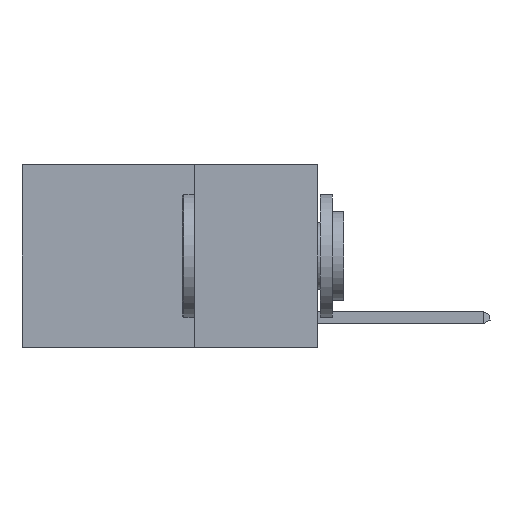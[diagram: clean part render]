
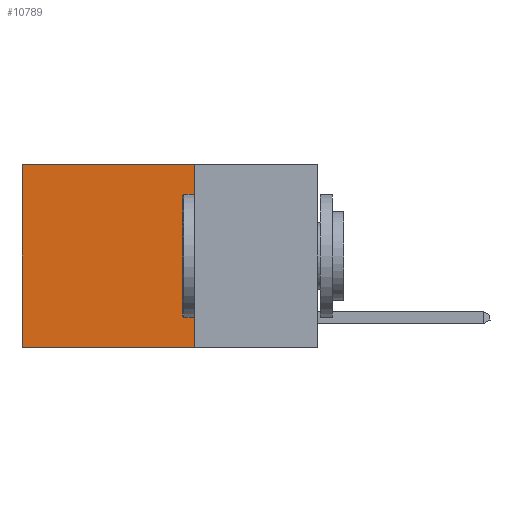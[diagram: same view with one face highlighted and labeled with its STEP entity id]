
A CAD part, left-side view. The second image highlights one B-rep face of the part: STEP entity #10789.
In plain terms, the highlighted planar face has unit normal (-1, 0, 0).
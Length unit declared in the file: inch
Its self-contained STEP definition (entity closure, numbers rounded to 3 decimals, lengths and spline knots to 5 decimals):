
#176 = DIRECTION ( 'NONE',  ( 0., 1., 0. ) ) ;
#268 = VERTEX_POINT ( 'NONE', #11786 ) ;
#1025 = CARTESIAN_POINT ( 'NONE',  ( 0.2625, 0.25, -0.37 ) ) ;
#1055 = VECTOR ( 'NONE', #20833, 39.37008 ) ;
#1137 = VERTEX_POINT ( 'NONE', #5960 ) ;
#1165 = VECTOR ( 'NONE', #176, 39.37008 ) ;
#2098 = DIRECTION ( 'NONE',  ( 1., 0., 0. ) ) ;
#2196 = CARTESIAN_POINT ( 'NONE',  ( 0.2625, 0.6, 0. ) ) ;
#2485 = FACE_OUTER_BOUND ( 'NONE', #18965, .T. ) ;
#2921 = CARTESIAN_POINT ( 'NONE',  ( 0.2625, 0.25, -0.37 ) ) ;
#3217 = VERTEX_POINT ( 'NONE', #2921 ) ;
#3746 = PLANE ( 'NONE',  #8440 ) ;
#5253 = LINE ( 'NONE', #10374, #1165 ) ;
#5665 = LINE ( 'NONE', #1025, #1055 ) ;
#5960 = CARTESIAN_POINT ( 'NONE',  ( 0.2625, 0.6, -0.37 ) ) ;
#7225 = CARTESIAN_POINT ( 'NONE',  ( 0.2625, 0.25, 0. ) ) ;
#7252 = DIRECTION ( 'NONE',  ( 0., 0., -1. ) ) ;
#8143 = EDGE_CURVE ( 'NONE', #3217, #1137, #5665, .T. ) ;
#8440 = AXIS2_PLACEMENT_3D ( 'NONE', #7225, #2098, #13792 ) ;
#9122 = EDGE_CURVE ( 'NONE', #268, #1137, #21099, .T. ) ;
#9563 = ORIENTED_EDGE ( 'NONE', *, *, #8143, .F. ) ;
#9781 = VERTEX_POINT ( 'NONE', #15637 ) ;
#10201 = LINE ( 'NONE', #18277, #18736 ) ;
#10374 = CARTESIAN_POINT ( 'NONE',  ( 0.2625, 0.25, 0. ) ) ;
#10669 = ORIENTED_EDGE ( 'NONE', *, *, #20330, .T. ) ;
#10789 = ADVANCED_FACE ( 'NONE', ( #2485 ), #3746, .F. ) ;
#11786 = CARTESIAN_POINT ( 'NONE',  ( 0.2625, 0.6, 0. ) ) ;
#13792 = DIRECTION ( 'NONE',  ( 0., 0., -1. ) ) ;
#15637 = CARTESIAN_POINT ( 'NONE',  ( 0.2625, 0.25, 0. ) ) ;
#16811 = VECTOR ( 'NONE', #7252, 39.37008 ) ;
#17855 = ORIENTED_EDGE ( 'NONE', *, *, #9122, .T. ) ;
#18277 = CARTESIAN_POINT ( 'NONE',  ( 0.2625, 0.25, 0. ) ) ;
#18736 = VECTOR ( 'NONE', #19862, 39.37008 ) ;
#18965 = EDGE_LOOP ( 'NONE', ( #17855, #9563, #19320, #10669 ) ) ;
#19320 = ORIENTED_EDGE ( 'NONE', *, *, #19626, .F. ) ;
#19626 = EDGE_CURVE ( 'NONE', #9781, #3217, #10201, .T. ) ;
#19862 = DIRECTION ( 'NONE',  ( 0., 0., -1. ) ) ;
#20330 = EDGE_CURVE ( 'NONE', #9781, #268, #5253, .T. ) ;
#20833 = DIRECTION ( 'NONE',  ( 0., 1., 0. ) ) ;
#21099 = LINE ( 'NONE', #2196, #16811 ) ;
